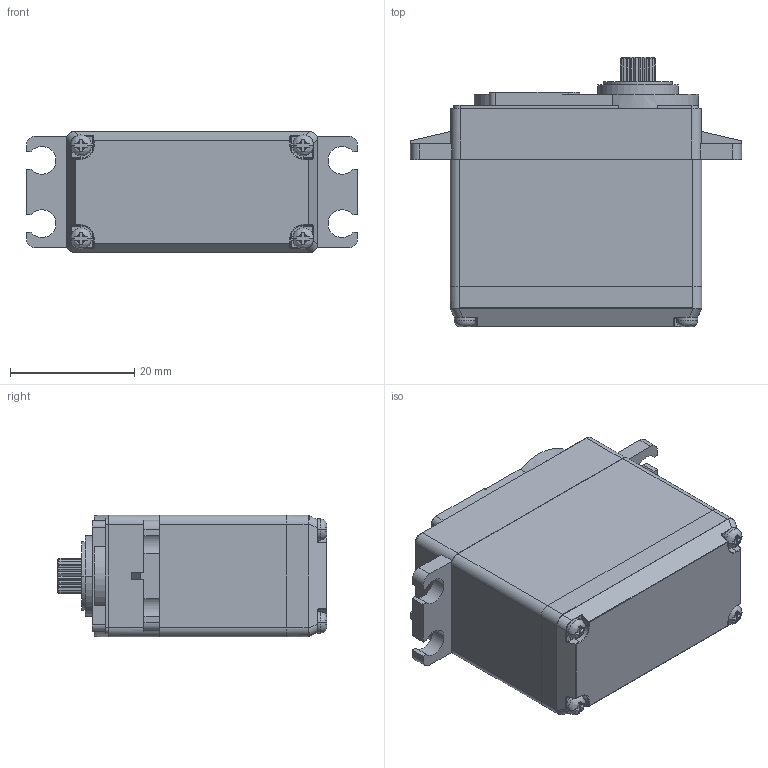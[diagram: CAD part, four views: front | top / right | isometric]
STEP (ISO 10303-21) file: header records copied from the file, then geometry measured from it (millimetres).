
FILE_DESCRIPTION((''),'2;1');
FILE_NAME('D645MW_221201000001_ASM','2017-11-09T',('servo-csw'),(''),'CREO PARAMETRIC BY PTC INC, 2016050','CREO PARAMETRIC BY PTC INC, 2016050','');
FILE_SCHEMA(('CONFIG_CONTROL_DESIGN'));
Length unit declared in the file: millimetre
Products named in the file (7): 625M-R3_PBT_120101020087; 625L-R3_PBT_120101030106; 625T-R3_PBT30_120101010107; SF-50_HS625MG4F_120212000335; HS645G4F_120212000335_ASM; 120202000014_18A_CPH_T2XL33; D645MW_221201000001_ASM
Assembly tree (9 placements, depth 3):
  D645MW_221201000001_ASM
    625M-R3_PBT_120101020087
    625L-R3_PBT_120101030106
    625T-R3_PBT30_120101010107
    HS645G4F_120212000335_ASM
      SF-50_HS625MG4F_120212000335
    120202000014_18A_CPH_T2XL33  x4
Bounding box: 53.4 x 43.5 x 19.6 mm (x, y, z)
Volume: 27165.9 mm3; surface area: 11595.6 mm2
Topology: 8 solids, 8 shells, 883 faces, 2413 edges, 1567 vertices
Faces by surface type: plane 496, cylinder 266, bspline 70, cone 31, torus 14, sphere 6
Entity records: 30141 total; most frequent: CARTESIAN_POINT 8189, ORIENTED_EDGE 3650, DIRECTION 3200, EDGE_CURVE 1825, PRESENTATION_STYLE_ASSIGNMENT 1643, STYLED_ITEM 1633, CURVE_STYLE 1629, VECTOR 1316
